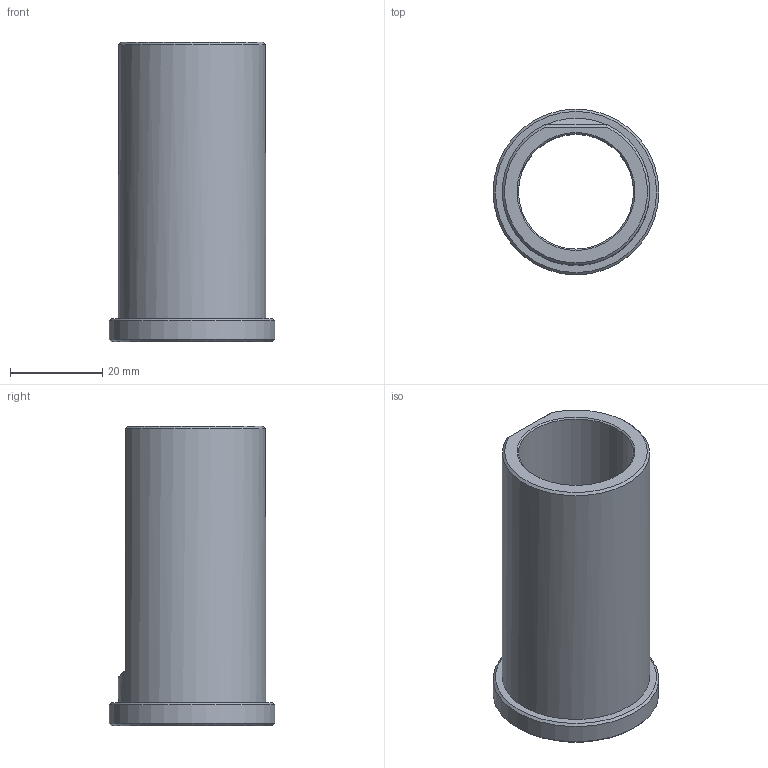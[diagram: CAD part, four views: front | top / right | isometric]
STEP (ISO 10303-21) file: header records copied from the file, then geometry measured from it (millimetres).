
FILE_DESCRIPTION(/* description */ (''),/* implementation_level */ '2;1');
FILE_NAME(/* name */ '1574160484185.stp',/* time_stamp */ '2019-11-19T16:18:18+06:00',/* author */ (''),/* organization */ ('SMS'),/* preprocessor_version */ 'ST-DEVELOPER v16.7',/* originating_system */ 'SIEMENS PLM Software NX 12.0',/* authorisation */ '');
FILE_SCHEMA (('AUTOMOTIVE_DESIGN { 1 0 10303 214 3 1 1 1 }'));
Length unit declared in the file: millimetre
Products named in the file (1): 201991008mod000_00
Bounding box: 36 x 36 x 65 mm (x, y, z)
Volume: 20657.7 mm3; surface area: 12601 mm2
Topology: 1 solids, 1 shells, 14 faces, 29 edges, 21 vertices
Faces by surface type: plane 6, cone 5, cylinder 3
Full cylindrical faces by diameter (mm): 25 x1, 32 x1, 36 x1
Entity records: 386 total; most frequent: DIRECTION 65, CARTESIAN_POINT 61, ORIENTED_EDGE 38, AXIS2_PLACEMENT_3D 30, EDGE_LOOP 24, FACE_BOUND 20, EDGE_CURVE 19, VERTEX_POINT 15
